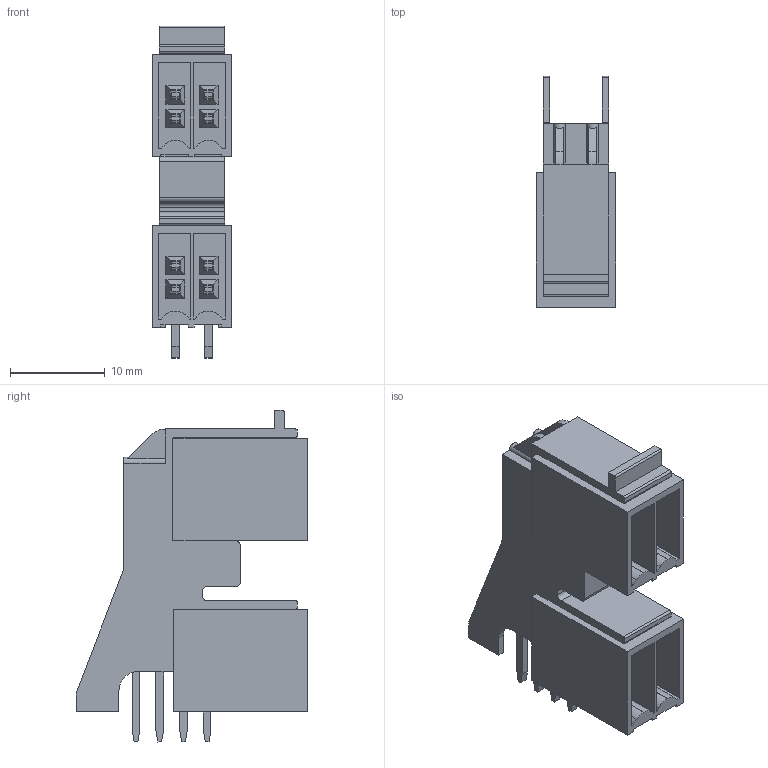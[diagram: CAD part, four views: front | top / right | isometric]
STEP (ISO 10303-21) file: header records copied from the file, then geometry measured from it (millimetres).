
FILE_DESCRIPTION(('CATIA V5 STEP Exchange','CAx-IF Rec.Pracs.--- Model Styling and Organization---1.2---2011-12-15'),'2;1');
FILE_NAME ('D1451375_0_1357790000_1357790000.stp','2018-09-18T11:43:05+00:00',('none'),('Weidmueller'),'CATIA Version 5-6 Release 2014','CATIA V5 STEP AP214','none');
FILE_SCHEMA(('AUTOMOTIVE_DESIGN { 1 0 10303 214 1 1 1 1 }'));
Length unit declared in the file: millimetre
Products named in the file (1): 1357790000
Bounding box: 8.4 x 24.4 x 35 mm (x, y, z)
Volume: 2974 mm3; surface area: 4553.5 mm2
Topology: 9 solids, 9 shells, 323 faces, 871 edges, 576 vertices
Faces by surface type: plane 293, cylinder 30
Entity records: 9467 total; most frequent: ORIENTED_EDGE 1742, CARTESIAN_POINT 1732, DIRECTION 1297, EDGE_CURVE 871, VECTOR 769, LINE 769, VERTEX_POINT 576, EDGE_LOOP 349
